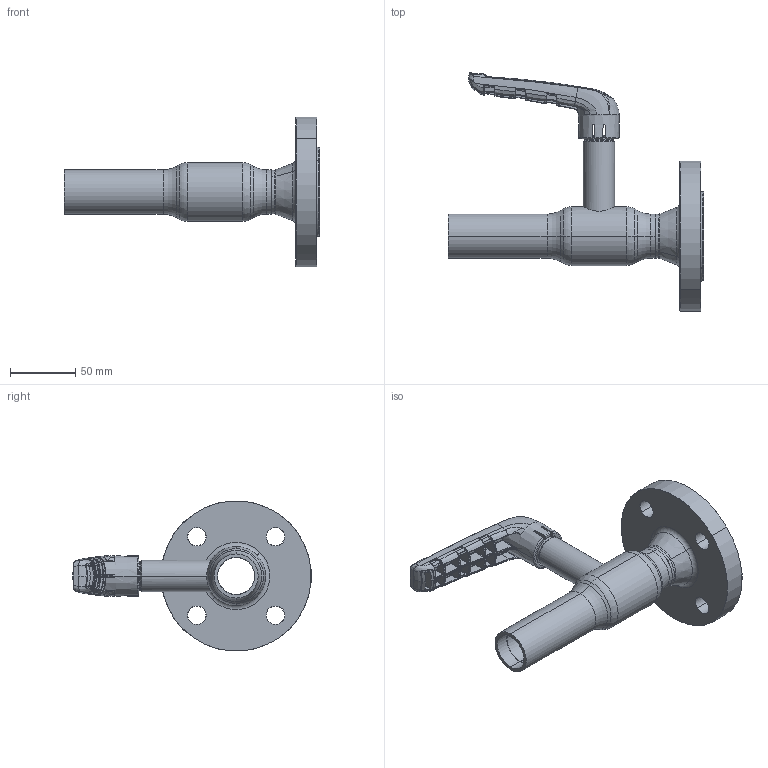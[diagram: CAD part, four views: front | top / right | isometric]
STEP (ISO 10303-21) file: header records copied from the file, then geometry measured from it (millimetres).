
FILE_DESCRIPTION (( 'STEP AP214' ), '1' );
FILE_NAME ('1025004001-xxxx.step', '2019-05-10T10:50:12', ( '' ), ( '' ), 'SwSTEP 2.0', 'SolidWorks 2017', '' );
FILE_SCHEMA (( 'AUTOMOTIVE_DESIGN' ));
Length unit declared in the file: millimetre
Products named in the file (1): 1025004001-xxxx
Bounding box: 195 x 182.09 x 114.56 mm (x, y, z)
Surface area: 78357.2 mm2 (no closed solid volume)
Topology: 0 solids, 6 shells, 670 faces, 2180 edges, 1417 vertices
Faces by surface type: bspline 509, plane 47, cone 43, cylinder 42, torus 23, sphere 6
Entity records: 52196 total; most frequent: CARTESIAN_POINT 30747, ORIENTED_EDGE 3499, EDGE_CURVE 2178, DIRECTION 1540, B_SPLINE_CURVE_WITH_KNOTS 1490, VERTEX_POINT 1419, EDGE_LOOP 695, AXIS2_PLACEMENT_3D 690
